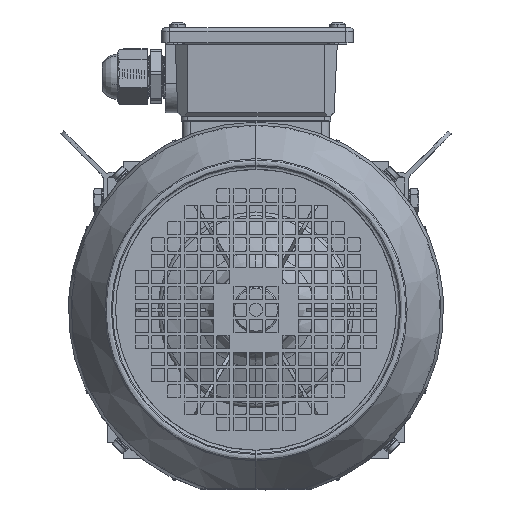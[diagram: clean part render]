
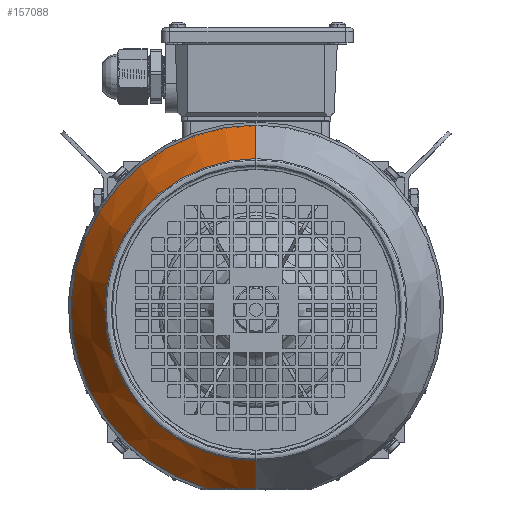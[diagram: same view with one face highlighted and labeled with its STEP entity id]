
A CAD part, top view. The second image highlights one B-rep face of the part: STEP entity #157088.
In plain terms, the highlighted conical face has half-angle 30 degrees and reference radius 113.258 mm.
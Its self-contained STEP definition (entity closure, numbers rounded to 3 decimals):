
#3090 = CARTESIAN_POINT ( 'NONE',  ( -10.884, -127.079, 377.729 ) ) ;
#4703 = CARTESIAN_POINT ( 'NONE',  ( -26.406, -127.036, 375.904 ) ) ;
#5640 = DIRECTION ( 'NONE',  ( 0., 0., -1. ) ) ;
#12930 = CARTESIAN_POINT ( 'NONE',  ( -41.025, -126.923, 370.925 ) ) ;
#14926 = VERTEX_POINT ( 'NONE', #139879 ) ;
#15276 = VERTEX_POINT ( 'NONE', #12930 ) ;
#16328 = CARTESIAN_POINT ( 'NONE',  ( -27.4, -127.031, 375.665 ) ) ;
#17414 = CARTESIAN_POINT ( 'NONE',  ( -19.298, -127.068, 377.188 ) ) ;
#19861 = ORIENTED_EDGE ( 'NONE', *, *, #93391, .T. ) ;
#26875 = CARTESIAN_POINT ( 'NONE',  ( -10.884, -17.749, 406.709 ) ) ;
#27102 = VERTEX_POINT ( 'NONE', #156762 ) ;
#27323 = CARTESIAN_POINT ( 'NONE',  ( -18.817, -127.07, 377.247 ) ) ;
#27873 = CARTESIAN_POINT ( 'NONE',  ( -36.11, -126.969, 372.984 ) ) ;
#28219 = AXIS2_PLACEMENT_3D ( 'NONE', #67259, #5640, #93648 ) ;
#28348 = B_SPLINE_CURVE_WITH_KNOTS ( 'NONE', 3,
 ( #125891, #78992, #27873, #77911, #91656, #104906, #80088, #16328, #128598, #78449, #65227, #4703, #104344, #54200, #115964, #141295, #92744, #142388, #17414, #153389, #27323, #115440, #128050, #140747, #90559, #65767, #153939, #3090 ),
 .UNSPECIFIED., .F., .F.,
 ( 4, 2, 2, 1, 1, 1, 1, 2, 2, 2, 1, 1, 2, 2, 2, 2, 4 ),
 ( 0., 0.125, 0.188, 0.219, 0.235, 0.242, 0.246, 0.248, 0.25, 0.313, 0.344, 0.36, 0.367, 0.375, 0.438, 0.469, 0.5 ),
 .UNSPECIFIED. ) ;
#28597 = DIRECTION ( 'NONE',  ( 0., 0.5, -0.866 ) ) ;
#38997 = VERTEX_POINT ( 'NONE', #54355 ) ;
#42893 = LINE ( 'NONE', #128093, #163202 ) ;
#43238 = EDGE_CURVE ( 'NONE', #27102, #71785, #161067, .T. ) ;
#51900 = CARTESIAN_POINT ( 'NONE',  ( -10.884, -17.749, 370.925 ) ) ;
#53422 = CARTESIAN_POINT ( 'NONE',  ( -10.884, 74.849, 406.709 ) ) ;
#54200 = CARTESIAN_POINT ( 'NONE',  ( -25.058, -127.044, 376.218 ) ) ;
#54355 = CARTESIAN_POINT ( 'NONE',  ( -10.884, 95.509, 370.925 ) ) ;
#59712 = AXIS2_PLACEMENT_3D ( 'NONE', #26875, #127572, #139214 ) ;
#61293 = ORIENTED_EDGE ( 'NONE', *, *, #43238, .T. ) ;
#64269 = EDGE_LOOP ( 'NONE', ( #61293, #74031, #109511, #19861, #104381 ) ) ;
#65227 = CARTESIAN_POINT ( 'NONE',  ( -26.483, -127.036, 375.886 ) ) ;
#65767 = CARTESIAN_POINT ( 'NONE',  ( -12.171, -127.079, 377.719 ) ) ;
#67259 = CARTESIAN_POINT ( 'NONE',  ( -10.884, -17.749, 370.925 ) ) ;
#67833 = CONICAL_SURFACE ( 'NONE', #28219, 113.258, 0.524 ) ;
#69920 = LINE ( 'NONE', #153044, #142790 ) ;
#71785 = VERTEX_POINT ( 'NONE', #53422 ) ;
#74031 = ORIENTED_EDGE ( 'NONE', *, *, #87439, .T. ) ;
#77911 = CARTESIAN_POINT ( 'NONE',  ( -32.441, -126.997, 374.234 ) ) ;
#78449 = CARTESIAN_POINT ( 'NONE',  ( -26.597, -127.035, 375.859 ) ) ;
#78992 = CARTESIAN_POINT ( 'NONE',  ( -38.561, -126.947, 372.02 ) ) ;
#80088 = CARTESIAN_POINT ( 'NONE',  ( -28.469, -127.024, 375.394 ) ) ;
#87439 = EDGE_CURVE ( 'NONE', #71785, #38997, #69920, .T. ) ;
#88821 = CIRCLE ( 'NONE', #139453, 113.258 ) ;
#90559 = CARTESIAN_POINT ( 'NONE',  ( -13.461, -127.079, 377.681 ) ) ;
#91133 = DIRECTION ( 'NONE',  ( 0., -0.5, -0.866 ) ) ;
#91656 = CARTESIAN_POINT ( 'NONE',  ( -31.219, -127.006, 374.617 ) ) ;
#92744 = CARTESIAN_POINT ( 'NONE',  ( -20.904, -127.063, 376.969 ) ) ;
#93391 = EDGE_CURVE ( 'NONE', #15276, #14926, #28348, .T. ) ;
#93648 = DIRECTION ( 'NONE',  ( 0., -1., 0. ) ) ;
#101494 = DIRECTION ( 'NONE',  ( 0., -1., 0. ) ) ;
#104344 = CARTESIAN_POINT ( 'NONE',  ( -26.369, -127.036, 375.912 ) ) ;
#104381 = ORIENTED_EDGE ( 'NONE', *, *, #163003, .F. ) ;
#104906 = CARTESIAN_POINT ( 'NONE',  ( -29.386, -127.018, 375.143 ) ) ;
#109511 = ORIENTED_EDGE ( 'NONE', *, *, #150652, .T. ) ;
#115440 = CARTESIAN_POINT ( 'NONE',  ( -17.348, -127.074, 377.421 ) ) ;
#115964 = CARTESIAN_POINT ( 'NONE',  ( -23.783, -127.05, 376.478 ) ) ;
#125763 = DIRECTION ( 'NONE',  ( 0., 0., 1. ) ) ;
#125891 = CARTESIAN_POINT ( 'NONE',  ( -41.025, -126.923, 370.925 ) ) ;
#127572 = DIRECTION ( 'NONE',  ( 0., 0., -1. ) ) ;
#128050 = CARTESIAN_POINT ( 'NONE',  ( -16.048, -127.076, 377.536 ) ) ;
#128093 = CARTESIAN_POINT ( 'NONE',  ( -10.884, -131.007, 370.925 ) ) ;
#128598 = CARTESIAN_POINT ( 'NONE',  ( -26.865, -127.034, 375.795 ) ) ;
#139214 = DIRECTION ( 'NONE',  ( 0., -1., 0. ) ) ;
#139453 = AXIS2_PLACEMENT_3D ( 'NONE', #51900, #125763, #101494 ) ;
#139879 = CARTESIAN_POINT ( 'NONE',  ( -10.884, -127.079, 377.729 ) ) ;
#140747 = CARTESIAN_POINT ( 'NONE',  ( -14.107, -127.078, 377.652 ) ) ;
#141295 = CARTESIAN_POINT ( 'NONE',  ( -21.865, -127.059, 376.814 ) ) ;
#142388 = CARTESIAN_POINT ( 'NONE',  ( -19.78, -127.067, 377.126 ) ) ;
#142790 = VECTOR ( 'NONE', #28597, 1000. ) ;
#148828 = FACE_OUTER_BOUND ( 'NONE', #64269, .T. ) ;
#150652 = EDGE_CURVE ( 'NONE', #38997, #15276, #88821, .T. ) ;
#153044 = CARTESIAN_POINT ( 'NONE',  ( -10.884, 95.509, 370.925 ) ) ;
#153389 = CARTESIAN_POINT ( 'NONE',  ( -18.976, -127.069, 377.228 ) ) ;
#153939 = CARTESIAN_POINT ( 'NONE',  ( -11.526, -127.079, 377.729 ) ) ;
#156762 = CARTESIAN_POINT ( 'NONE',  ( -10.884, -110.347, 406.709 ) ) ;
#157088 = ADVANCED_FACE ( 'NONE', ( #148828 ), #67833, .T. ) ;
#161067 = CIRCLE ( 'NONE', #59712, 92.598 ) ;
#163003 = EDGE_CURVE ( 'NONE', #27102, #14926, #42893, .T. ) ;
#163202 = VECTOR ( 'NONE', #91133, 1000. ) ;
